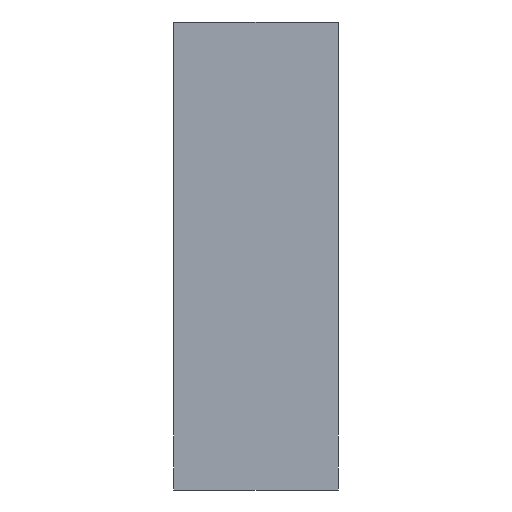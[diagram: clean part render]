
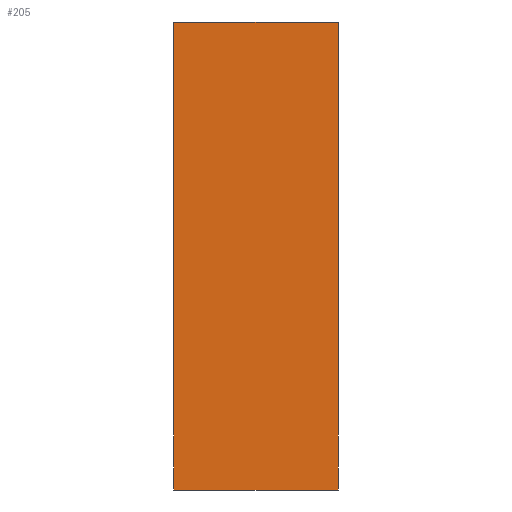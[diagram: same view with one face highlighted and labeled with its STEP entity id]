
A CAD part, left-side view. The second image highlights one B-rep face of the part: STEP entity #205.
In plain terms, the highlighted planar face has unit normal (-1, 0, 0).
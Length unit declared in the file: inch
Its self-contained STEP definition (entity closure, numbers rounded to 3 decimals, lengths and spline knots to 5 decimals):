
#1 = EDGE_CURVE ( 'NONE', #204, #91, #97, .T. ) ;
#9 = ORIENTED_EDGE ( 'NONE', *, *, #44, .T. ) ;
#13 = CARTESIAN_POINT ( 'NONE',  ( 25.30074, 8.75, 64.45264 ) ) ;
#22 = DIRECTION ( 'NONE',  ( 0., 0., -1. ) ) ;
#27 = CARTESIAN_POINT ( 'NONE',  ( 25.30074, -22.01979, 64.45264 ) ) ;
#36 = VECTOR ( 'NONE', #143, 39.37008 ) ;
#41 = EDGE_CURVE ( 'NONE', #91, #107, #81, .T. ) ;
#42 = ORIENTED_EDGE ( 'NONE', *, *, #41, .F. ) ;
#43 = FACE_OUTER_BOUND ( 'NONE', #153, .T. ) ;
#44 = EDGE_CURVE ( 'NONE', #204, #50, #206, .T. ) ;
#46 = PLANE ( 'NONE',  #66 ) ;
#50 = VERTEX_POINT ( 'NONE', #174 ) ;
#62 = DIRECTION ( 'NONE',  ( 0., 1., 0. ) ) ;
#66 = AXIS2_PLACEMENT_3D ( 'NONE', #27, #181, #210 ) ;
#81 = LINE ( 'NONE', #134, #119 ) ;
#90 = ORIENTED_EDGE ( 'NONE', *, *, #1, .F. ) ;
#91 = VERTEX_POINT ( 'NONE', #221 ) ;
#93 = VECTOR ( 'NONE', #22, 39.37008 ) ;
#97 = LINE ( 'NONE', #171, #93 ) ;
#107 = VERTEX_POINT ( 'NONE', #135 ) ;
#116 = DIRECTION ( 'NONE',  ( 0., 1., 0. ) ) ;
#119 = VECTOR ( 'NONE', #116, 39.37008 ) ;
#122 = LINE ( 'NONE', #13, #36 ) ;
#126 = VECTOR ( 'NONE', #62, 39.37008 ) ;
#134 = CARTESIAN_POINT ( 'NONE',  ( 25.30074, -22.01979, 41.73231 ) ) ;
#135 = CARTESIAN_POINT ( 'NONE',  ( 25.30074, 8.75, 41.73231 ) ) ;
#143 = DIRECTION ( 'NONE',  ( 0., 0., 1. ) ) ;
#153 = EDGE_LOOP ( 'NONE', ( #90, #9, #163, #42 ) ) ;
#163 = ORIENTED_EDGE ( 'NONE', *, *, #178, .F. ) ;
#171 = CARTESIAN_POINT ( 'NONE',  ( 25.30074, 0.75, 64.45264 ) ) ;
#174 = CARTESIAN_POINT ( 'NONE',  ( 25.30074, 8.75, 64.45264 ) ) ;
#178 = EDGE_CURVE ( 'NONE', #107, #50, #122, .T. ) ;
#181 = DIRECTION ( 'NONE',  ( -1., 0., 0. ) ) ;
#204 = VERTEX_POINT ( 'NONE', #209 ) ;
#205 = ADVANCED_FACE ( 'NONE', ( #43 ), #46, .T. ) ;
#206 = LINE ( 'NONE', #219, #126 ) ;
#209 = CARTESIAN_POINT ( 'NONE',  ( 25.30074, 0.75, 64.45264 ) ) ;
#210 = DIRECTION ( 'NONE',  ( 0., 0., 1. ) ) ;
#219 = CARTESIAN_POINT ( 'NONE',  ( 25.30074, -22.01979, 64.45264 ) ) ;
#221 = CARTESIAN_POINT ( 'NONE',  ( 25.30074, 0.75, 41.73231 ) ) ;
